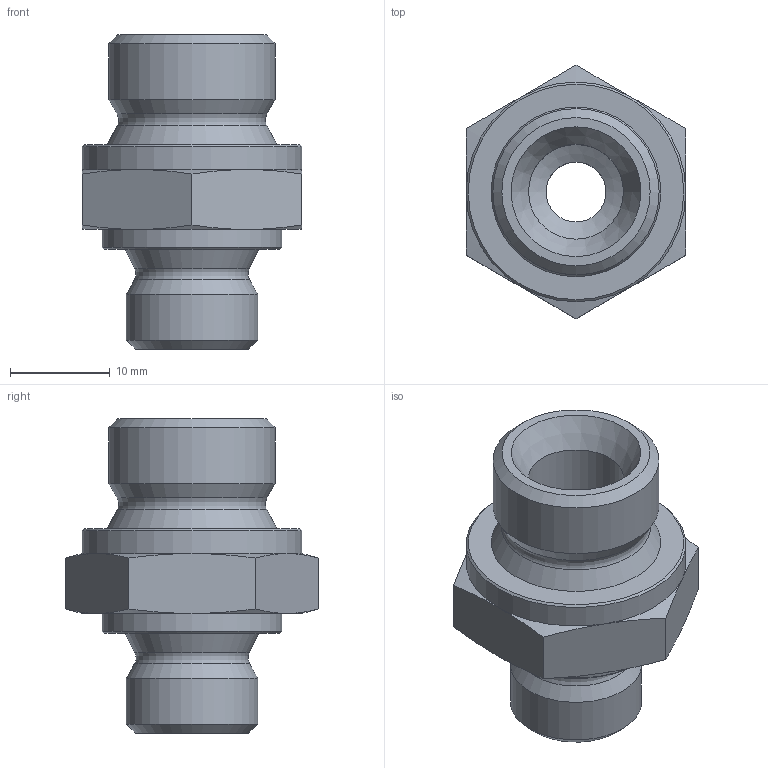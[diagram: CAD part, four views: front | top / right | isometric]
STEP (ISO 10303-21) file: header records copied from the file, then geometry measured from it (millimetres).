
FILE_DESCRIPTION((''),'2;1');
FILE_NAME('30203828.stp','2014-10-29T16:47:01',(''),('KNOMI spol. s r. o.'),'Autodesk Inventor 2012','Autodesk Inventor 2012','');
FILE_SCHEMA(('AUTOMOTIVE_DESIGN { 1 2 10303 214 0 1 1 1 }'));
Length unit declared in the file: millimetre
Products named in the file (1): PS2 G3/8"4"
Bounding box: 22 x 25.4 x 31.5 mm (x, y, z)
Volume: 5664.3 mm3; surface area: 3142.4 mm2
Topology: 1 solids, 1 shells, 42 faces, 89 edges, 52 vertices
Faces by surface type: cone 23, plane 11, cylinder 6, torus 2
Full cylindrical faces by diameter (mm): 6 x1, 9.5 x1, 13.157 x1, 16.662 x1, 18 x1, 22 x1
Entity records: 978 total; most frequent: CARTESIAN_POINT 203, DIRECTION 162, ORIENTED_EDGE 130, AXIS2_PLACEMENT_3D 78, EDGE_LOOP 66, EDGE_CURVE 65, VERTEX_POINT 47, FACE_OUTER_BOUND 42
